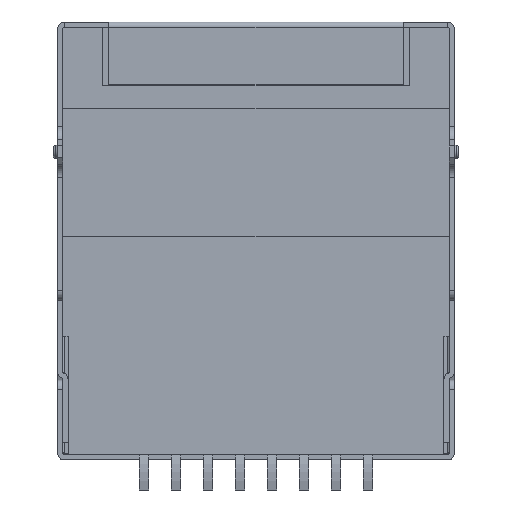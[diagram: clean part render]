
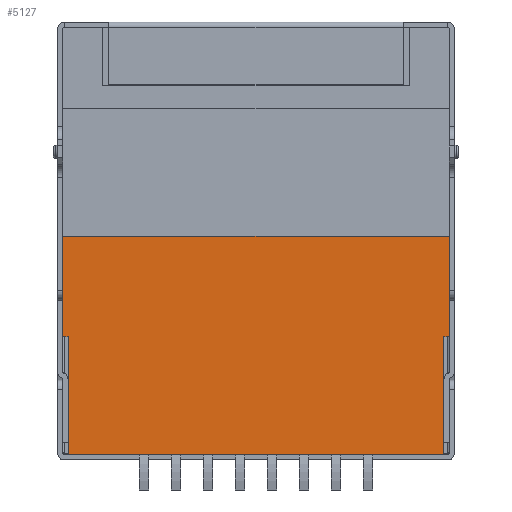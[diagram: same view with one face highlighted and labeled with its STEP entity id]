
A CAD part, front view. The second image highlights one B-rep face of the part: STEP entity #5127.
In plain terms, the highlighted planar face has unit normal (0, -1, 0).
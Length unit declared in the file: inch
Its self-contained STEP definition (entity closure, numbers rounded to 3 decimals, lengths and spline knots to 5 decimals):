
#42 = CARTESIAN_POINT ( 'NONE',  ( -0.302, 0., -0.132 ) ) ;
#52 = LINE ( 'NONE', #10587, #7878 ) ;
#518 = DIRECTION ( 'NONE',  ( 1., 0., 0. ) ) ;
#549 = VERTEX_POINT ( 'NONE', #42 ) ;
#606 = CARTESIAN_POINT ( 'NONE',  ( 0., 0., -0.132 ) ) ;
#608 = ORIENTED_EDGE ( 'NONE', *, *, #2060, .T. ) ;
#765 = EDGE_CURVE ( 'NONE', #7422, #549, #10300, .T. ) ;
#814 = EDGE_CURVE ( 'NONE', #10091, #5201, #52, .T. ) ;
#1198 = CARTESIAN_POINT ( 'NONE',  ( -0.294, 0., -0.289 ) ) ;
#1361 = VECTOR ( 'NONE', #1510, 39.37008 ) ;
#1510 = DIRECTION ( 'NONE',  ( 0., 0., -1. ) ) ;
#1901 = PLANE ( 'NONE',  #5058 ) ;
#1955 = ORIENTED_EDGE ( 'NONE', *, *, #814, .T. ) ;
#2060 = EDGE_CURVE ( 'NONE', #4463, #7438, #8497, .T. ) ;
#2160 = ORIENTED_EDGE ( 'NONE', *, *, #8961, .F. ) ;
#2168 = CARTESIAN_POINT ( 'NONE',  ( -0.294, 0., -0.474 ) ) ;
#2276 = EDGE_CURVE ( 'NONE', #8691, #2295, #8990, .T. ) ;
#2277 = LINE ( 'NONE', #5176, #9943 ) ;
#2295 = VERTEX_POINT ( 'NONE', #8060 ) ;
#2424 = EDGE_LOOP ( 'NONE', ( #7666, #1955, #3176, #608, #2160, #7180, #4538, #7329 ) ) ;
#2707 = CARTESIAN_POINT ( 'NONE',  ( -0.3, 0., 0.193 ) ) ;
#3176 = ORIENTED_EDGE ( 'NONE', *, *, #5126, .T. ) ;
#3373 = CARTESIAN_POINT ( 'NONE',  ( 0.302, 0., -0.132 ) ) ;
#3569 = DIRECTION ( 'NONE',  ( 0., 0., 1. ) ) ;
#3596 = DIRECTION ( 'NONE',  ( 0., 0., -1. ) ) ;
#3921 = DIRECTION ( 'NONE',  ( -1., 0., 0. ) ) ;
#4018 = VECTOR ( 'NONE', #3921, 39.37008 ) ;
#4244 = EDGE_CURVE ( 'NONE', #549, #10091, #7787, .T. ) ;
#4463 = VERTEX_POINT ( 'NONE', #10333 ) ;
#4538 = ORIENTED_EDGE ( 'NONE', *, *, #5924, .F. ) ;
#4748 = DIRECTION ( 'NONE',  ( -1., 0., 0. ) ) ;
#5058 = AXIS2_PLACEMENT_3D ( 'NONE', #2707, #8469, #3569 ) ;
#5126 = EDGE_CURVE ( 'NONE', #5201, #4463, #2277, .T. ) ;
#5127 = ADVANCED_FACE ( 'NONE', ( #10326 ), #1901, .F. ) ;
#5176 = CARTESIAN_POINT ( 'NONE',  ( -0.294, 0., -0.289 ) ) ;
#5201 = VERTEX_POINT ( 'NONE', #1198 ) ;
#5597 = CARTESIAN_POINT ( 'NONE',  ( 0.302, 0., -0.289 ) ) ;
#5816 = LINE ( 'NONE', #9227, #7602 ) ;
#5924 = EDGE_CURVE ( 'NONE', #7422, #8691, #8136, .T. ) ;
#5976 = CARTESIAN_POINT ( 'NONE',  ( -0.302, 0., -0.289 ) ) ;
#6004 = DIRECTION ( 'NONE',  ( 0., 0., -1. ) ) ;
#6083 = VECTOR ( 'NONE', #4748, 39.37008 ) ;
#6098 = CARTESIAN_POINT ( 'NONE',  ( 0.294, 0., -0.474 ) ) ;
#6427 = CARTESIAN_POINT ( 'NONE',  ( 0.302, 0., 0.193 ) ) ;
#6537 = CARTESIAN_POINT ( 'NONE',  ( 0.302, 0., -0.289 ) ) ;
#7180 = ORIENTED_EDGE ( 'NONE', *, *, #2276, .F. ) ;
#7201 = CARTESIAN_POINT ( 'NONE',  ( -0.302, 0., 0.193 ) ) ;
#7329 = ORIENTED_EDGE ( 'NONE', *, *, #765, .T. ) ;
#7422 = VERTEX_POINT ( 'NONE', #3373 ) ;
#7438 = VERTEX_POINT ( 'NONE', #6098 ) ;
#7602 = VECTOR ( 'NONE', #3596, 39.37008 ) ;
#7666 = ORIENTED_EDGE ( 'NONE', *, *, #4244, .T. ) ;
#7787 = LINE ( 'NONE', #7201, #8179 ) ;
#7878 = VECTOR ( 'NONE', #8164, 39.37008 ) ;
#8060 = CARTESIAN_POINT ( 'NONE',  ( 0.294, 0., -0.289 ) ) ;
#8136 = LINE ( 'NONE', #6427, #1361 ) ;
#8164 = DIRECTION ( 'NONE',  ( 1., 0., 0. ) ) ;
#8179 = VECTOR ( 'NONE', #8869, 39.37008 ) ;
#8469 = DIRECTION ( 'NONE',  ( 0., 1., 0. ) ) ;
#8497 = LINE ( 'NONE', #2168, #9764 ) ;
#8691 = VERTEX_POINT ( 'NONE', #6537 ) ;
#8869 = DIRECTION ( 'NONE',  ( 0., 0., -1. ) ) ;
#8961 = EDGE_CURVE ( 'NONE', #2295, #7438, #5816, .T. ) ;
#8990 = LINE ( 'NONE', #5597, #4018 ) ;
#9227 = CARTESIAN_POINT ( 'NONE',  ( 0.294, 0., -0.289 ) ) ;
#9764 = VECTOR ( 'NONE', #518, 39.37008 ) ;
#9943 = VECTOR ( 'NONE', #6004, 39.37008 ) ;
#10091 = VERTEX_POINT ( 'NONE', #5976 ) ;
#10300 = LINE ( 'NONE', #606, #6083 ) ;
#10326 = FACE_OUTER_BOUND ( 'NONE', #2424, .T. ) ;
#10333 = CARTESIAN_POINT ( 'NONE',  ( -0.294, 0., -0.474 ) ) ;
#10587 = CARTESIAN_POINT ( 'NONE',  ( -0.302, 0., -0.289 ) ) ;
